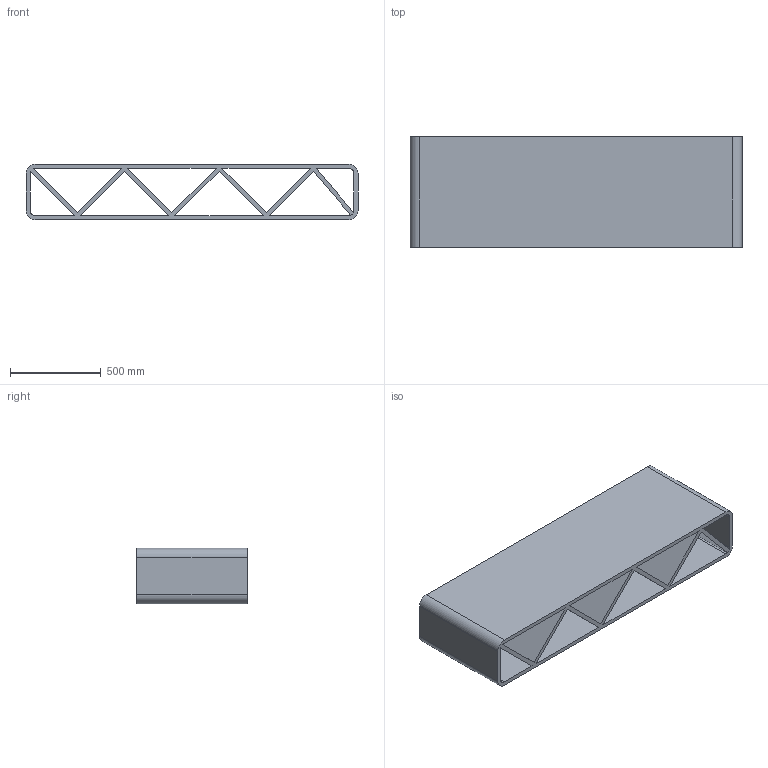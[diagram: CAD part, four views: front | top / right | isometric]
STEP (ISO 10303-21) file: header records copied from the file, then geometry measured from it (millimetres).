
FILE_DESCRIPTION (( 'STEP AP203' ), '1' );
FILE_NAME ('WallSection.STEP', '2023-05-25T21:16:41', ( '' ), ( '' ), 'SwSTEP 2.0', 'SolidWorks 2022', '' );
FILE_SCHEMA (( 'CONFIG_CONTROL_DESIGN' ));
Length unit declared in the file: inch
Products named in the file (1): WallSection
Bounding box: 1828.8 x 609.6 x 304.8 mm (x, y, z)
Volume: 89009469.4 mm3; surface area: 8080356.4 mm2
Topology: 1 solids, 1 shells, 42 faces, 120 edges, 80 vertices
Faces by surface type: plane 31, cylinder 11
Entity records: 1481 total; most frequent: CARTESIAN_POINT 243, ORIENTED_EDGE 240, DIRECTION 228, EDGE_CURVE 120, LINE 98, VECTOR 98, VERTEX_POINT 80, AXIS2_PLACEMENT_3D 65
